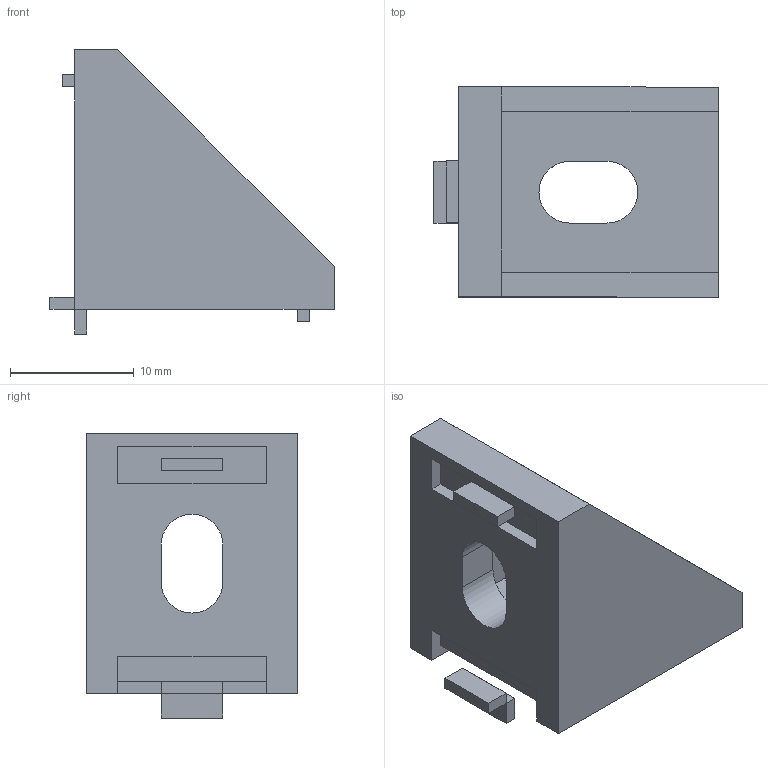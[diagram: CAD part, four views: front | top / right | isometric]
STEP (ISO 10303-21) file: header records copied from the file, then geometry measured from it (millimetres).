
FILE_DESCRIPTION(/* description */ ('Winkel Zn 20x20 '),/* implementation_level */ '2;1');
FILE_NAME(/* name */ 'SZ0965N_A.stp',/* time_stamp */ '2015-11-19T15:57:17+01:00',/* author */ ('Marina Kaa'),/* organization */ (''),/* preprocessor_version */ 'ST-DEVELOPER v15.6',/* originating_system */ 'Autodesk Inventor 2015',/* authorisation */ '');
FILE_SCHEMA (('AUTOMOTIVE_DESIGN { 1 0 10303 214 3 1 1 }'));
Length unit declared in the file: millimetre
Products named in the file (1): SZ0965N_A
Bounding box: 23 x 17 x 23 mm (x, y, z)
Volume: 2568.8 mm3; surface area: 2468.4 mm2
Topology: 3 solids, 3 shells, 58 faces, 139 edges, 90 vertices
Faces by surface type: plane 54, cylinder 4
Entity records: 1678 total; most frequent: CARTESIAN_POINT 288, ORIENTED_EDGE 280, DIRECTION 265, EDGE_CURVE 139, LINE 131, VECTOR 131, VERTEX_POINT 90, AXIS2_PLACEMENT_3D 67
